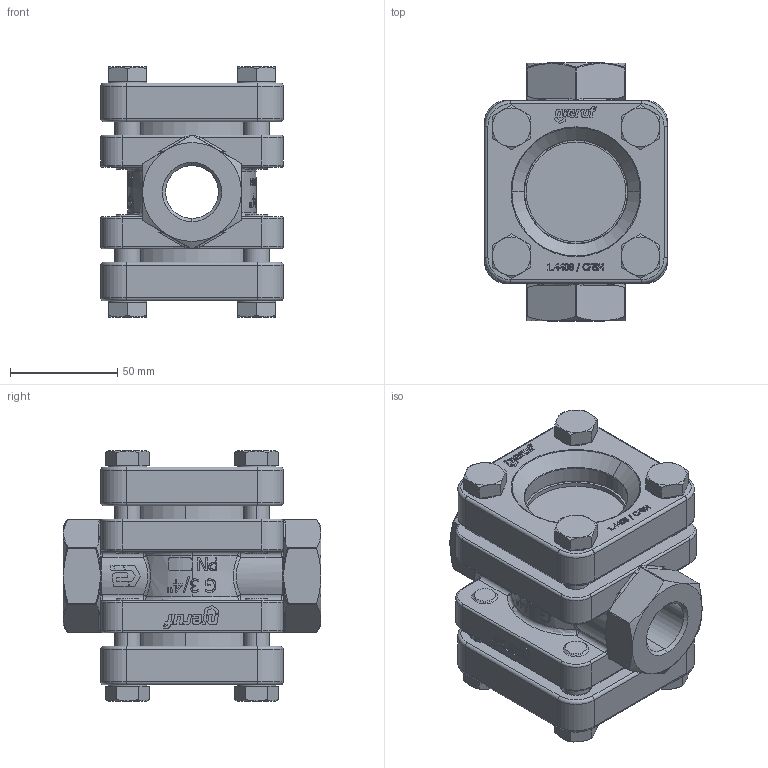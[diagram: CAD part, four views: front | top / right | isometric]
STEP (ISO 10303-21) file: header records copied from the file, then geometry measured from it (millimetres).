
FILE_DESCRIPTION (( 'STEP AP214' ), '1' );
FILE_NAME ('GS03_04_Durchfluss-Schauglas_Dummy.STEP', '2020-03-31T12:24:39', ( '' ), ( '' ), 'SwSTEP 2.0', 'SolidWorks 2020', '' );
FILE_SCHEMA (( 'AUTOMOTIVE_DESIGN' ));
Length unit declared in the file: millimetre
Products named in the file (1): GS03_04_Durchfluss-Schauglas_Dummy
Bounding box: 85 x 120 x 116.4 mm (x, y, z)
Volume: 487586.2 mm3; surface area: 145372.7 mm2
Topology: 17 solids, 17 shells, 1895 faces, 4822 edges, 3063 vertices
Faces by surface type: plane 905, cylinder 399, bspline 341, cone 128, torus 106, sphere 16
Entity records: 92035 total; most frequent: CARTESIAN_POINT 27468, ORIENTED_EDGE 9604, DIRECTION 8111, EDGE_CURVE 4802, VERTEX_POINT 3063, AXIS2_PLACEMENT_3D 2773, VECTOR 2565, LINE 2565
